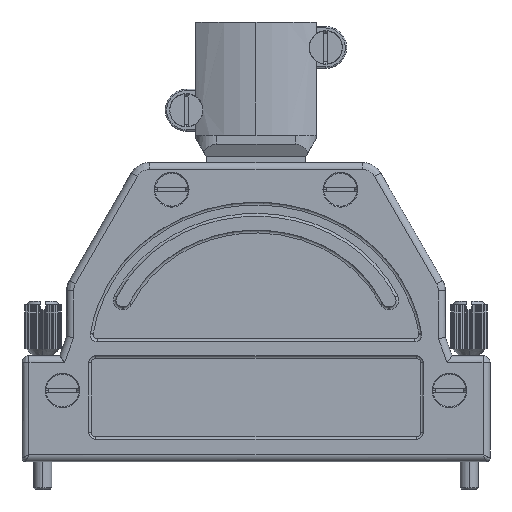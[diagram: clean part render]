
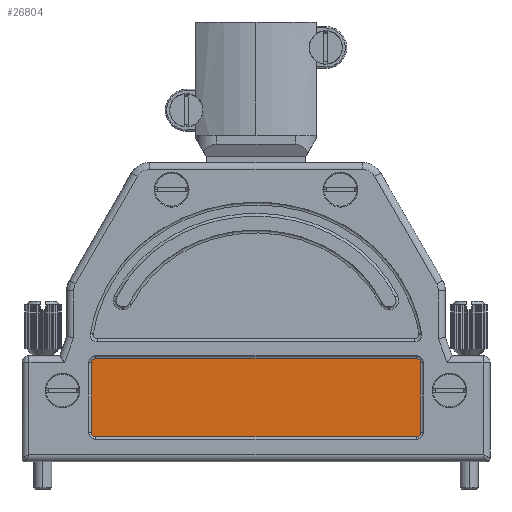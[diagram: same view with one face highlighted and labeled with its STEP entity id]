
A CAD part, top view. The second image highlights one B-rep face of the part: STEP entity #26804.
In plain terms, the highlighted face is planar.
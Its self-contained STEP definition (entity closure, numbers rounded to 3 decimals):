
#6 = CARTESIAN_POINT ( 'NONE',  ( 15.95, -19.05, -0.45 ) ) ;
#28 = VECTOR ( 'NONE', #633, 1000. ) ;
#261 = CARTESIAN_POINT ( 'NONE',  ( 16.55, -10.95, -0.45 ) ) ;
#633 = DIRECTION ( 'NONE',  ( -1., 0., 0. ) ) ;
#1156 = PLANE ( 'NONE',  #7658 ) ;
#1680 = EDGE_CURVE ( 'NONE', #14217, #15170, #12284, .T. ) ;
#3079 = AXIS2_PLACEMENT_3D ( 'NONE', #8473, #25474, #10611 ) ;
#3309 = VECTOR ( 'NONE', #11793, 1000. ) ;
#3579 = CARTESIAN_POINT ( 'NONE',  ( -30.05, -7.85, -0.45 ) ) ;
#4349 = CIRCLE ( 'NONE', #7928, 0.6 ) ;
#4805 = AXIS2_PLACEMENT_3D ( 'NONE', #10153, #24673, #17417 ) ;
#5615 = ORIENTED_EDGE ( 'NONE', *, *, #21984, .T. ) ;
#5644 = CARTESIAN_POINT ( 'NONE',  ( -30.65, -18.45, -0.45 ) ) ;
#5649 = ORIENTED_EDGE ( 'NONE', *, *, #1680, .T. ) ;
#6160 = CARTESIAN_POINT ( 'NONE',  ( 15.95, -8.45, -0.45 ) ) ;
#7186 = EDGE_CURVE ( 'NONE', #16348, #18348, #24960, .T. ) ;
#7658 = AXIS2_PLACEMENT_3D ( 'NONE', #15692, #23043, #8547 ) ;
#7928 = AXIS2_PLACEMENT_3D ( 'NONE', #25249, #10730, #27714 ) ;
#8395 = ORIENTED_EDGE ( 'NONE', *, *, #17697, .F. ) ;
#8473 = CARTESIAN_POINT ( 'NONE',  ( 15.95, -18.45, -0.45 ) ) ;
#8491 = EDGE_LOOP ( 'NONE', ( #22587, #24476, #8395, #5649, #27140, #5615, #20593, #24941 ) ) ;
#8547 = DIRECTION ( 'NONE',  ( 1., 0., 0. ) ) ;
#9056 = LINE ( 'NONE', #18015, #3309 ) ;
#9340 = CARTESIAN_POINT ( 'NONE',  ( 4.45, -19.05, -0.45 ) ) ;
#9884 = VECTOR ( 'NONE', #19993, 1000. ) ;
#10153 = CARTESIAN_POINT ( 'NONE',  ( -30.05, -18.45, -0.45 ) ) ;
#10611 = DIRECTION ( 'NONE',  ( -1., 0., 0. ) ) ;
#10730 = DIRECTION ( 'NONE',  ( 0., 0., 1. ) ) ;
#10747 = AXIS2_PLACEMENT_3D ( 'NONE', #6160, #30587, #18709 ) ;
#10790 = CARTESIAN_POINT ( 'NONE',  ( -30.65, -8.45, -0.45 ) ) ;
#11069 = CIRCLE ( 'NONE', #3079, 0.6 ) ;
#11777 = FACE_OUTER_BOUND ( 'NONE', #8491, .T. ) ;
#11793 = DIRECTION ( 'NONE',  ( 0., 1., 0. ) ) ;
#12284 = LINE ( 'NONE', #9340, #28 ) ;
#14217 = VERTEX_POINT ( 'NONE', #6 ) ;
#15080 = EDGE_CURVE ( 'NONE', #15713, #15170, #29421, .T. ) ;
#15170 = VERTEX_POINT ( 'NONE', #31397 ) ;
#15692 = CARTESIAN_POINT ( 'NONE',  ( -7.05, -13.45, -0.45 ) ) ;
#15713 = VERTEX_POINT ( 'NONE', #5644 ) ;
#16220 = CARTESIAN_POINT ( 'NONE',  ( 16.55, -8.45, -0.45 ) ) ;
#16348 = VERTEX_POINT ( 'NONE', #16220 ) ;
#17417 = DIRECTION ( 'NONE',  ( -1., 0., 0. ) ) ;
#17697 = EDGE_CURVE ( 'NONE', #14217, #18044, #11069, .T. ) ;
#18015 = CARTESIAN_POINT ( 'NONE',  ( -30.65, -15.95, -0.45 ) ) ;
#18044 = VERTEX_POINT ( 'NONE', #24371 ) ;
#18348 = VERTEX_POINT ( 'NONE', #25306 ) ;
#18709 = DIRECTION ( 'NONE',  ( -1., 0., 0. ) ) ;
#19386 = VERTEX_POINT ( 'NONE', #10790 ) ;
#19762 = CARTESIAN_POINT ( 'NONE',  ( -18.55, -7.85, -0.45 ) ) ;
#19993 = DIRECTION ( 'NONE',  ( 1., 0., 0. ) ) ;
#20291 = EDGE_CURVE ( 'NONE', #16348, #18044, #31624, .T. ) ;
#20593 = ORIENTED_EDGE ( 'NONE', *, *, #30242, .F. ) ;
#20727 = EDGE_CURVE ( 'NONE', #27942, #18348, #22779, .T. ) ;
#21706 = DIRECTION ( 'NONE',  ( 0., -1., 0. ) ) ;
#21984 = EDGE_CURVE ( 'NONE', #15713, #19386, #9056, .T. ) ;
#22587 = ORIENTED_EDGE ( 'NONE', *, *, #7186, .F. ) ;
#22779 = LINE ( 'NONE', #19762, #9884 ) ;
#23043 = DIRECTION ( 'NONE',  ( 0., 0., 1. ) ) ;
#24371 = CARTESIAN_POINT ( 'NONE',  ( 16.55, -18.45, -0.45 ) ) ;
#24476 = ORIENTED_EDGE ( 'NONE', *, *, #20291, .T. ) ;
#24673 = DIRECTION ( 'NONE',  ( 0., 0., 1. ) ) ;
#24941 = ORIENTED_EDGE ( 'NONE', *, *, #20727, .T. ) ;
#24960 = CIRCLE ( 'NONE', #10747, 0.6 ) ;
#25249 = CARTESIAN_POINT ( 'NONE',  ( -30.05, -8.45, -0.45 ) ) ;
#25306 = CARTESIAN_POINT ( 'NONE',  ( 15.95, -7.85, -0.45 ) ) ;
#25474 = DIRECTION ( 'NONE',  ( 0., 0., 1. ) ) ;
#26650 = VECTOR ( 'NONE', #21706, 1000. ) ;
#26804 = ADVANCED_FACE ( 'NONE', ( #11777 ), #1156, .F. ) ;
#27140 = ORIENTED_EDGE ( 'NONE', *, *, #15080, .F. ) ;
#27714 = DIRECTION ( 'NONE',  ( -1., 0., 0. ) ) ;
#27942 = VERTEX_POINT ( 'NONE', #3579 ) ;
#29421 = CIRCLE ( 'NONE', #4805, 0.6 ) ;
#30242 = EDGE_CURVE ( 'NONE', #27942, #19386, #4349, .T. ) ;
#30587 = DIRECTION ( 'NONE',  ( 0., 0., 1. ) ) ;
#31397 = CARTESIAN_POINT ( 'NONE',  ( -30.05, -19.05, -0.45 ) ) ;
#31624 = LINE ( 'NONE', #261, #26650 ) ;
